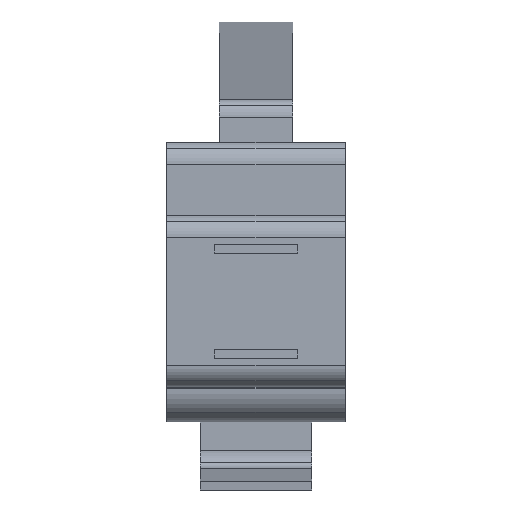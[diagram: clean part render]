
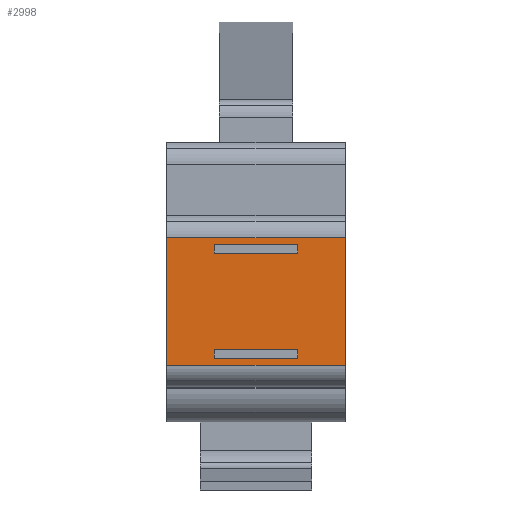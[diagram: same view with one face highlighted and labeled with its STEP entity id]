
A CAD part, left-side view. The second image highlights one B-rep face of the part: STEP entity #2998.
In plain terms, the highlighted planar face has unit normal (-1, 0, 0).
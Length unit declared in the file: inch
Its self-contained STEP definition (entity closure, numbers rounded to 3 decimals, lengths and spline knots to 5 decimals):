
#2390=CARTESIAN_POINT('',(7.16559,4.01108,0.5425));
#2391=VERTEX_POINT('',#2390);
#2399=CARTESIAN_POINT('',(7.16559,3.61108,0.5425));
#2400=VERTEX_POINT('',#2399);
#2401=CARTESIAN_POINT('',(7.16559,4.01108,0.5425));
#2402=DIRECTION('',(0.0,-1.0,0.0));
#2403=VECTOR('',#2402,0.4);
#2404=LINE('',#2401,#2403);
#2405=EDGE_CURVE('',#2391,#2400,#2404,.T.);
#2950=CARTESIAN_POINT('',(7.16559,3.61108,0.2575));
#2951=VERTEX_POINT('',#2950);
#2959=CARTESIAN_POINT('',(7.16559,4.01108,0.2575));
#2960=VERTEX_POINT('',#2959);
#2961=CARTESIAN_POINT('',(7.16559,4.01108,0.2575));
#2962=DIRECTION('',(0.0,-1.0,0.0));
#2963=VECTOR('',#2962,0.4);
#2964=LINE('',#2961,#2963);
#2965=EDGE_CURVE('',#2960,#2951,#2964,.T.);
#2977=CARTESIAN_POINT('',(7.16559,4.01108,0.2575));
#2978=DIRECTION('',(-1.0,0.0,0.0));
#2979=DIRECTION('',(0.0,-1.0,0.0));
#2980=AXIS2_PLACEMENT_3D('',#2977,#2978,#2979);
#2981=PLANE('',#2980);
#2982=CARTESIAN_POINT('',(7.16559,3.61108,0.2575));
#2983=DIRECTION('',(0.0,0.0,1.0));
#2984=VECTOR('',#2983,0.285);
#2985=LINE('',#2982,#2984);
#2986=EDGE_CURVE('',#2951,#2400,#2985,.T.);
#2987=ORIENTED_EDGE('',*,*,#2986,.T.);
#2988=ORIENTED_EDGE('',*,*,#2405,.F.);
#2989=CARTESIAN_POINT('',(7.16559,4.01108,0.5425));
#2990=DIRECTION('',(0.0,0.0,-1.0));
#2991=VECTOR('',#2990,0.285);
#2992=LINE('',#2989,#2991);
#2993=EDGE_CURVE('',#2391,#2960,#2992,.T.);
#2994=ORIENTED_EDGE('',*,*,#2993,.T.);
#2995=ORIENTED_EDGE('',*,*,#2965,.T.);
#2996=EDGE_LOOP('',(#2987,#2988,#2994,#2995));
#2997=FACE_OUTER_BOUND('',#2996,.T.);
#2998=ADVANCED_FACE('',(#2997),#2981,.T.);
